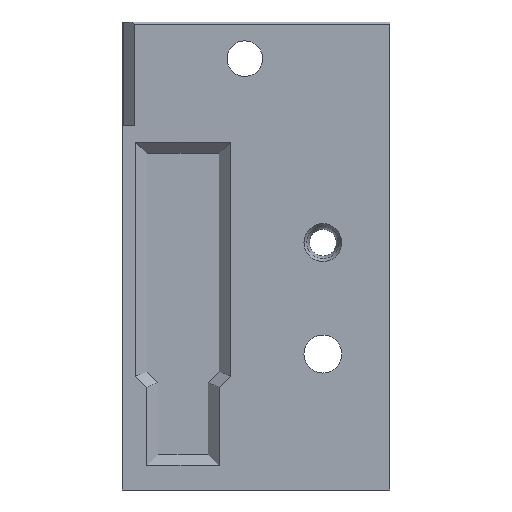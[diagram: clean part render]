
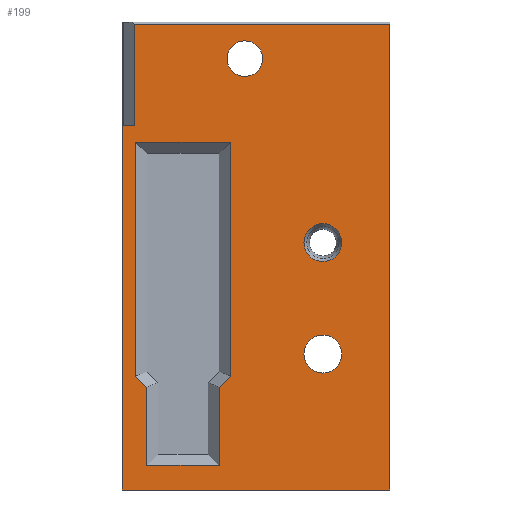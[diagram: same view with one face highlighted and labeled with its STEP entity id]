
A CAD part, front view. The second image highlights one B-rep face of the part: STEP entity #199.
In plain terms, the highlighted planar face has unit normal (0, -1, 0).
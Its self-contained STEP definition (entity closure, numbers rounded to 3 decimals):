
#27=CARTESIAN_POINT('',(62.276,104.829,57.835));
#28=DIRECTION('',(0.,-1.,0.));
#29=DIRECTION('',(0.,0.,1.));
#30=AXIS2_PLACEMENT_3D('',#27,#28,#29);
#31=PLANE('',#30);
#32=CARTESIAN_POINT('',(49.276,104.829,97.141));
#33=VERTEX_POINT('',#32);
#34=CARTESIAN_POINT('',(49.276,104.829,95.541));
#35=DIRECTION('',(-0.,-1.,-0.));
#36=DIRECTION('',(0.,-0.,1.));
#37=AXIS2_PLACEMENT_3D('',#34,#35,#36);
#38=CIRCLE('',#37,1.6);
#39=EDGE_CURVE('',#33,#33,#38,.T.);
#40=ORIENTED_EDGE('',*,*,#39,.F.);
#41=EDGE_LOOP('',(#40));
#42=FACE_BOUND('',#41,.T.);
#43=CARTESIAN_POINT('',(47.976,104.829,67.035));
#44=VERTEX_POINT('',#43);
#45=CARTESIAN_POINT('',(47.976,104.829,88.035));
#46=VERTEX_POINT('',#45);
#47=CARTESIAN_POINT('',(47.976,104.829,67.035));
#48=DIRECTION('',(-0.,-0.,1.));
#49=VECTOR('',#48,21.);
#50=LINE('',#47,#49);
#51=EDGE_CURVE('',#44,#46,#50,.T.);
#52=ORIENTED_EDGE('',*,*,#51,.F.);
#53=CARTESIAN_POINT('',(46.976,104.829,66.035));
#54=VERTEX_POINT('',#53);
#55=CARTESIAN_POINT('',(47.976,104.829,67.035));
#56=DIRECTION('',(-0.707,0.,-0.707));
#57=VECTOR('',#56,1.414);
#58=LINE('',#55,#57);
#59=EDGE_CURVE('',#44,#54,#58,.T.);
#60=ORIENTED_EDGE('',*,*,#59,.T.);
#61=CARTESIAN_POINT('',(46.976,104.829,59.035));
#62=VERTEX_POINT('',#61);
#63=CARTESIAN_POINT('',(46.976,104.829,59.035));
#64=DIRECTION('',(-0.,-0.,1.));
#65=VECTOR('',#64,7.);
#66=LINE('',#63,#65);
#67=EDGE_CURVE('',#62,#54,#66,.T.);
#68=ORIENTED_EDGE('',*,*,#67,.F.);
#69=CARTESIAN_POINT('',(40.476,104.829,59.035));
#70=VERTEX_POINT('',#69);
#71=CARTESIAN_POINT('',(40.476,104.829,59.035));
#72=DIRECTION('',(1.,-0.,-0.));
#73=VECTOR('',#72,6.5);
#74=LINE('',#71,#73);
#75=EDGE_CURVE('',#70,#62,#74,.T.);
#76=ORIENTED_EDGE('',*,*,#75,.F.);
#77=CARTESIAN_POINT('',(40.476,104.829,66.035));
#78=VERTEX_POINT('',#77);
#79=CARTESIAN_POINT('',(40.476,104.829,66.035));
#80=DIRECTION('',(0.,0.,-1.));
#81=VECTOR('',#80,7.);
#82=LINE('',#79,#81);
#83=EDGE_CURVE('',#78,#70,#82,.T.);
#84=ORIENTED_EDGE('',*,*,#83,.F.);
#85=CARTESIAN_POINT('',(39.476,104.829,67.035));
#86=VERTEX_POINT('',#85);
#87=CARTESIAN_POINT('',(40.476,104.829,66.035));
#88=DIRECTION('',(-0.707,0.,0.707));
#89=VECTOR('',#88,1.414);
#90=LINE('',#87,#89);
#91=EDGE_CURVE('',#78,#86,#90,.T.);
#92=ORIENTED_EDGE('',*,*,#91,.T.);
#93=CARTESIAN_POINT('',(39.476,104.829,88.035));
#94=VERTEX_POINT('',#93);
#95=CARTESIAN_POINT('',(39.476,104.829,88.035));
#96=DIRECTION('',(0.,0.,-1.));
#97=VECTOR('',#96,21.);
#98=LINE('',#95,#97);
#99=EDGE_CURVE('',#94,#86,#98,.T.);
#100=ORIENTED_EDGE('',*,*,#99,.F.);
#101=CARTESIAN_POINT('',(47.976,104.829,88.035));
#102=DIRECTION('',(-1.,-0.,0.));
#103=VECTOR('',#102,8.5);
#104=LINE('',#101,#103);
#105=EDGE_CURVE('',#46,#94,#104,.T.);
#106=ORIENTED_EDGE('',*,*,#105,.F.);
#107=EDGE_LOOP('',(#52,#60,#68,#76,#84,#92,#100,#106));
#108=FACE_BOUND('',#107,.T.);
#109=CARTESIAN_POINT('',(56.276,104.829,77.335));
#110=VERTEX_POINT('',#109);
#111=CARTESIAN_POINT('',(56.276,104.829,80.735));
#112=VERTEX_POINT('',#111);
#113=CARTESIAN_POINT('',(56.276,104.829,79.035));
#114=DIRECTION('',(-0.,1.,-0.));
#115=DIRECTION('',(0.,0.,-1.));
#116=AXIS2_PLACEMENT_3D('',#113,#114,#115);
#117=CIRCLE('',#116,1.7);
#118=EDGE_CURVE('',#110,#112,#117,.T.);
#119=ORIENTED_EDGE('',*,*,#118,.T.);
#120=CARTESIAN_POINT('',(56.276,104.829,79.035));
#121=DIRECTION('',(-0.,1.,-0.));
#122=DIRECTION('',(0.,0.,-1.));
#123=AXIS2_PLACEMENT_3D('',#120,#121,#122);
#124=CIRCLE('',#123,1.7);
#125=EDGE_CURVE('',#112,#110,#124,.T.);
#126=ORIENTED_EDGE('',*,*,#125,.T.);
#127=EDGE_LOOP('',(#119,#126));
#128=FACE_BOUND('',#127,.T.);
#129=CARTESIAN_POINT('',(56.276,104.829,67.335));
#130=VERTEX_POINT('',#129);
#131=CARTESIAN_POINT('',(56.276,104.829,70.735));
#132=VERTEX_POINT('',#131);
#133=CARTESIAN_POINT('',(56.276,104.829,69.035));
#134=DIRECTION('',(-0.,1.,-0.));
#135=DIRECTION('',(0.,0.,-1.));
#136=AXIS2_PLACEMENT_3D('',#133,#134,#135);
#137=CIRCLE('',#136,1.7);
#138=EDGE_CURVE('',#130,#132,#137,.T.);
#139=ORIENTED_EDGE('',*,*,#138,.T.);
#140=CARTESIAN_POINT('',(56.276,104.829,69.035));
#141=DIRECTION('',(-0.,1.,-0.));
#142=DIRECTION('',(0.,0.,-1.));
#143=AXIS2_PLACEMENT_3D('',#140,#141,#142);
#144=CIRCLE('',#143,1.7);
#145=EDGE_CURVE('',#132,#130,#144,.T.);
#146=ORIENTED_EDGE('',*,*,#145,.T.);
#147=EDGE_LOOP('',(#139,#146));
#148=FACE_BOUND('',#147,.T.);
#149=CARTESIAN_POINT('',(62.276,104.829,98.635));
#150=VERTEX_POINT('',#149);
#151=CARTESIAN_POINT('',(62.276,104.829,56.835));
#152=VERTEX_POINT('',#151);
#153=CARTESIAN_POINT('',(62.276,104.829,98.635));
#154=DIRECTION('',(0.,0.,-1.));
#155=VECTOR('',#154,41.8);
#156=LINE('',#153,#155);
#157=EDGE_CURVE('',#150,#152,#156,.T.);
#158=ORIENTED_EDGE('',*,*,#157,.F.);
#159=CARTESIAN_POINT('',(39.376,104.829,98.635));
#160=VERTEX_POINT('',#159);
#161=CARTESIAN_POINT('',(62.276,104.829,98.635));
#162=DIRECTION('',(-1.,0.,0.));
#163=VECTOR('',#162,22.9);
#164=LINE('',#161,#163);
#165=EDGE_CURVE('',#150,#160,#164,.T.);
#166=ORIENTED_EDGE('',*,*,#165,.T.);
#167=CARTESIAN_POINT('',(39.376,104.829,89.523));
#168=VERTEX_POINT('',#167);
#169=CARTESIAN_POINT('',(39.376,104.829,98.635));
#170=DIRECTION('',(-0.,-0.,-1.));
#171=VECTOR('',#170,9.112);
#172=LINE('',#169,#171);
#173=EDGE_CURVE('',#160,#168,#172,.T.);
#174=ORIENTED_EDGE('',*,*,#173,.T.);
#175=CARTESIAN_POINT('',(38.276,104.829,89.523));
#176=VERTEX_POINT('',#175);
#177=CARTESIAN_POINT('',(39.376,104.829,89.523));
#178=DIRECTION('',(-1.,0.,0.));
#179=VECTOR('',#178,1.1);
#180=LINE('',#177,#179);
#181=EDGE_CURVE('',#168,#176,#180,.T.);
#182=ORIENTED_EDGE('',*,*,#181,.T.);
#183=CARTESIAN_POINT('',(38.276,104.829,56.835));
#184=VERTEX_POINT('',#183);
#185=CARTESIAN_POINT('',(38.276,104.829,56.835));
#186=DIRECTION('',(-0.,-0.,1.));
#187=VECTOR('',#186,32.688);
#188=LINE('',#185,#187);
#189=EDGE_CURVE('',#184,#176,#188,.T.);
#190=ORIENTED_EDGE('',*,*,#189,.F.);
#191=CARTESIAN_POINT('',(62.276,104.829,56.835));
#192=DIRECTION('',(-1.,-0.,0.));
#193=VECTOR('',#192,24.);
#194=LINE('',#191,#193);
#195=EDGE_CURVE('',#152,#184,#194,.T.);
#196=ORIENTED_EDGE('',*,*,#195,.F.);
#197=EDGE_LOOP('',(#158,#166,#174,#182,#190,#196));
#198=FACE_BOUND('',#197,.T.);
#199=ADVANCED_FACE('NONE',(#42,#108,#128,#148,#198),#31,.T.);
